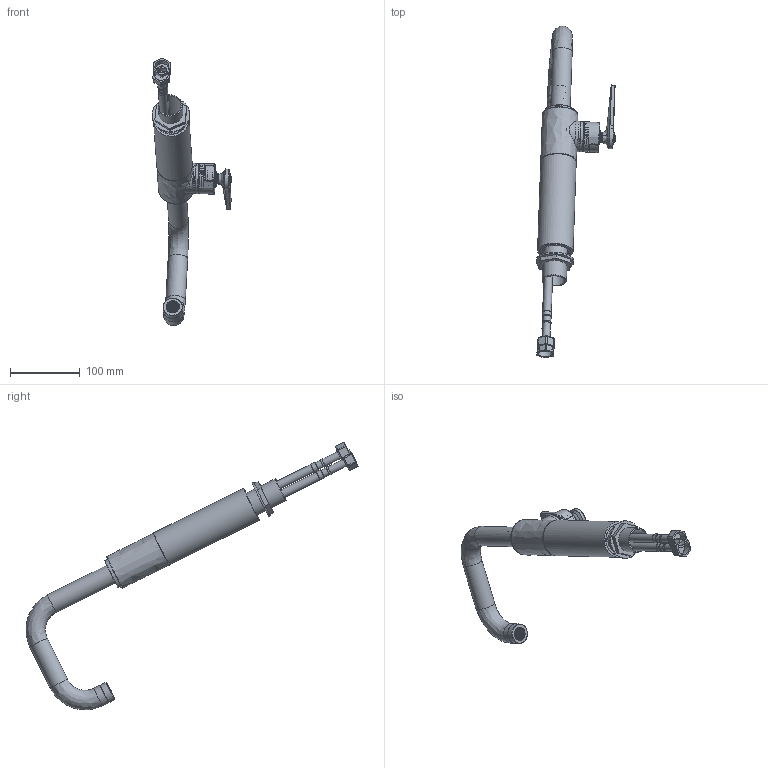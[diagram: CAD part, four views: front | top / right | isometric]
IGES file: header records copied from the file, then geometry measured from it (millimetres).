
Global section: file name: V7K31 LF; native system: Autodesk Inventor 2018; preprocessor: unknown; author: adaniels; date: 20170821.085645; units: millimetre
Bounding box: 114.54 x 476.52 x 383.79 mm (x, y, z)
Volume: 493208.3 mm3; surface area: 243010.2 mm2
Topology: 39 solids, 39 shells, 2324 faces, 5974 edges, 3815 vertices
Faces by surface type: bspline 2324
